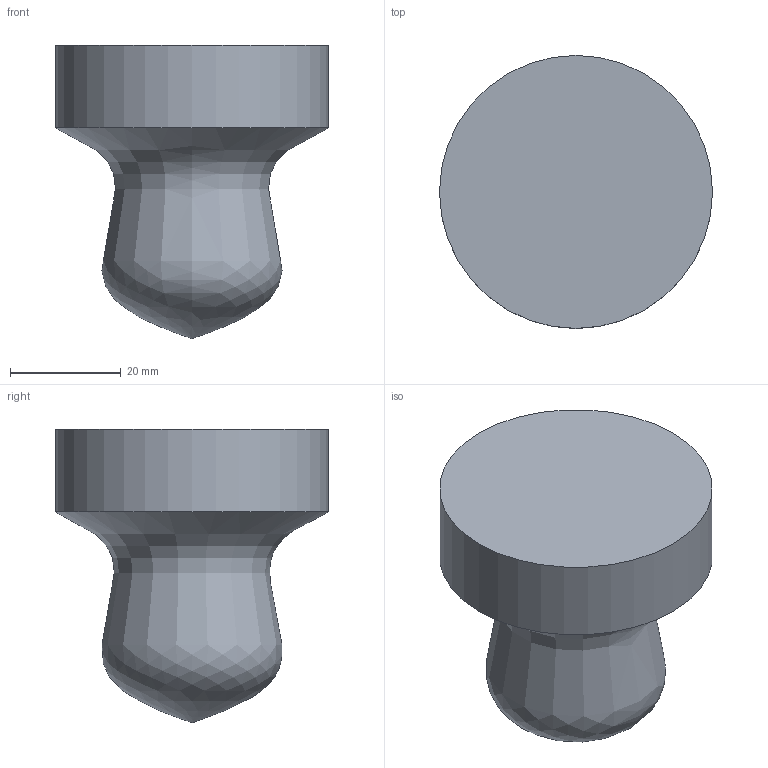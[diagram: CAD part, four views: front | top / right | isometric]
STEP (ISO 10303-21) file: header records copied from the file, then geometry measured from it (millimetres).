
FILE_DESCRIPTION( ( '' ), ' ' );
FILE_NAME( '5c4ebc94ed0417161c698368.step', '2019-01-28T08:25:57', ( '' ), ( '' ), ' ', ' ', ' ' );
FILE_SCHEMA( ( 'AUTOMOTIVE_DESIGN { 1 0 10303 214 1 1 1 1 }' ) );
Length unit declared in the file: metre
Products named in the file (1): Part 1
Bounding box: 49.22 x 49.22 x 52.95 mm (x, y, z)
Volume: 55345.2 mm3; surface area: 8772.5 mm2
Topology: 1 solids, 1 shells, 3 faces, 5 edges, 3 vertices
Faces by surface type: revolution 1, cylinder 1, plane 1
Full cylindrical faces by diameter (mm): 49.219 x1
Entity records: 104 total; most frequent: CARTESIAN_POINT 15, DIRECTION 11, AXIS2_PLACEMENT_3D 5, FACE_OUTER_BOUND 4, EDGE_LOOP 4, ORIENTED_EDGE 4, STYLED_ITEM 3, PRESENTATION_STYLE_ASSIGNMENT 3
